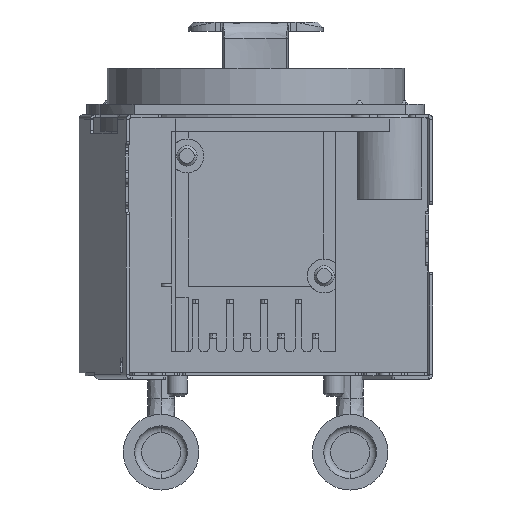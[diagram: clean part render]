
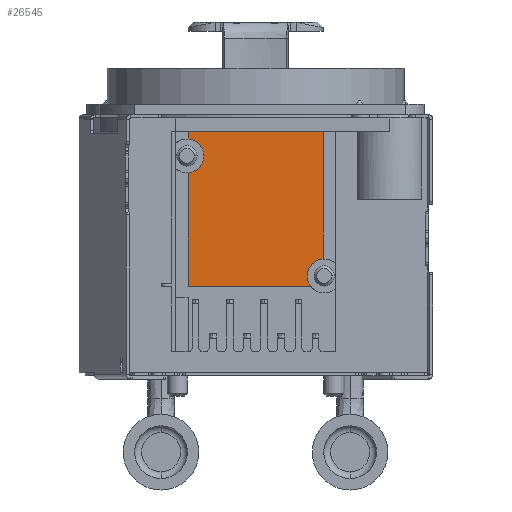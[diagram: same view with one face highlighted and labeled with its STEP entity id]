
A CAD part, front view. The second image highlights one B-rep face of the part: STEP entity #26545.
In plain terms, the highlighted planar face has unit normal (0, -1, 0).
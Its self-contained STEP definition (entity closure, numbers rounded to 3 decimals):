
#1183=DIRECTION('',(-1.,0.,0.));
#1184=VECTOR('',#1183,10.);
#1185=CARTESIAN_POINT('',(5.,-11.,-4.7));
#1186=LINE('',#1185,#1184);
#2304=DIRECTION('',(0.,0.,-1.));
#2305=VECTOR('',#2304,9.453);
#2306=CARTESIAN_POINT('',(5.,-11.,-4.7));
#2307=LINE('',#2306,#2305);
#2308=DIRECTION('',(0.,0.,1.));
#2309=VECTOR('',#2308,8.398);
#2310=CARTESIAN_POINT('',(-5.,-11.,-16.155));
#2311=LINE('',#2310,#2309);
#2568=CARTESIAN_POINT('',(5.08,-11.,-15.4));
#2569=DIRECTION('',(0.,-1.,0.));
#2570=DIRECTION('',(-0.064,0.,0.998));
#2571=AXIS2_PLACEMENT_3D('',#2568,#2569,#2570);
#9071=CARTESIAN_POINT('',(-5.08,-11.,-6.51));
#9072=DIRECTION('',(0.,-1.,0.));
#9073=DIRECTION('',(0.064,0.,-0.998));
#9074=AXIS2_PLACEMENT_3D('',#9071,#9072,#9073);
#9080=DIRECTION('',(0.,0.,-1.));
#9081=VECTOR('',#9080,0.563);
#9082=CARTESIAN_POINT('',(-5.,-11.,-4.7));
#9083=LINE('',#9082,#9081);
#9092=DIRECTION('',(1.,0.,0.));
#9093=VECTOR('',#9092,9.084);
#9094=CARTESIAN_POINT('',(-5.,-11.,-16.155));
#9095=LINE('',#9094,#9093);
#22534=CARTESIAN_POINT('',(5.,-11.,-4.7));
#22535=CARTESIAN_POINT('',(-5.,-11.,-4.7));
#22536=VERTEX_POINT('',#22534);
#22537=VERTEX_POINT('',#22535);
#22558=CARTESIAN_POINT('',(-5.,-11.,-5.263));
#22559=VERTEX_POINT('',#22558);
#22560=CARTESIAN_POINT('',(-5.,-11.,-7.757));
#22561=VERTEX_POINT('',#22560);
#23109=CARTESIAN_POINT('',(-5.,-11.,-16.155));
#23110=CARTESIAN_POINT('',(4.084,-11.,-16.155));
#23111=VERTEX_POINT('',#23109);
#23112=VERTEX_POINT('',#23110);
#23113=CARTESIAN_POINT('',(5.,-11.,-14.153));
#23114=VERTEX_POINT('',#23113);
#26525=CARTESIAN_POINT('',(-9.478,-11.,-3.7));
#26526=DIRECTION('',(0.,-1.,0.));
#26527=DIRECTION('',(1.,0.,0.));
#26528=AXIS2_PLACEMENT_3D('',#26525,#26526,#26527);
#26529=PLANE('',#26528);
#26531=ORIENTED_EDGE('',*,*,#26530,.T.);
#26533=ORIENTED_EDGE('',*,*,#26532,.T.);
#26535=ORIENTED_EDGE('',*,*,#26534,.F.);
#26537=ORIENTED_EDGE('',*,*,#26536,.T.);
#26539=ORIENTED_EDGE('',*,*,#26538,.T.);
#26541=ORIENTED_EDGE('',*,*,#26540,.F.);
#26542=ORIENTED_EDGE('',*,*,#25028,.F.);
#26543=EDGE_LOOP('',(#26531,#26533,#26535,#26537,#26539,#26541,#26542));
#26544=FACE_OUTER_BOUND('',#26543,.F.);
#26545=ADVANCED_FACE('',(#26544),#26529,.T.);
#2572=CIRCLE('',#2571,1.25);
#9075=CIRCLE('',#9074,1.25);
#25028=EDGE_CURVE('',#22536,#22537,#1186,.T.);
#26530=EDGE_CURVE('',#22536,#23114,#2307,.T.);
#26532=EDGE_CURVE('',#23114,#23112,#2572,.T.);
#26534=EDGE_CURVE('',#23111,#23112,#9095,.T.);
#26536=EDGE_CURVE('',#23111,#22561,#2311,.T.);
#26538=EDGE_CURVE('',#22561,#22559,#9075,.T.);
#26540=EDGE_CURVE('',#22537,#22559,#9083,.T.);
